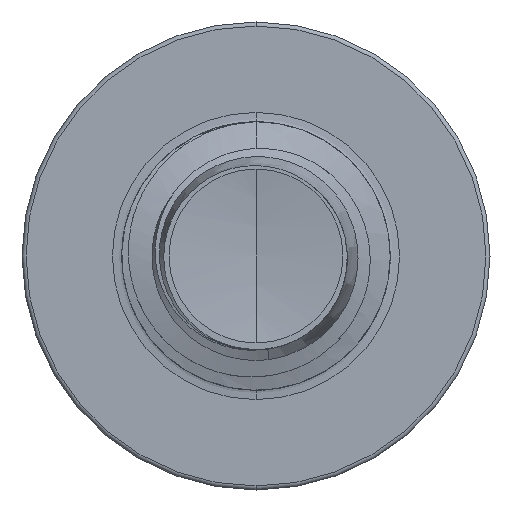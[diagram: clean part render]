
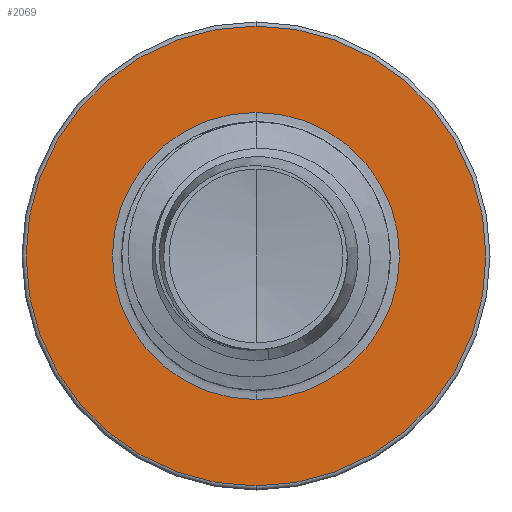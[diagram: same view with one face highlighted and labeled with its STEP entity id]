
A CAD part, front view. The second image highlights one B-rep face of the part: STEP entity #2069.
In plain terms, the highlighted planar face has unit normal (0, -1, 0).
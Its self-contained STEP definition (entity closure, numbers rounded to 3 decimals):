
#425 = EDGE_LOOP ( 'NONE', ( #6634, #6931 ) ) ;
#1279 = FACE_OUTER_BOUND ( 'NONE', #425, .T. ) ;
#1370 = FACE_BOUND ( 'NONE', #17128, .T. ) ;
#1985 = DIRECTION ( 'NONE',  ( 0., 0., 1. ) ) ;
#1993 = DIRECTION ( 'NONE',  ( 0., 1., 0. ) ) ;
#2009 = CARTESIAN_POINT ( 'NONE',  ( 0., 7.5, 0. ) ) ;
#2069 = ADVANCED_FACE ( 'NONE', ( #1279, #1370 ), #16001, .F. ) ;
#2289 = VERTEX_POINT ( 'NONE', #4783 ) ;
#2865 = CIRCLE ( 'NONE', #7172, 1.872 ) ;
#2928 = VERTEX_POINT ( 'NONE', #10634 ) ;
#3229 = CARTESIAN_POINT ( 'NONE',  ( 0., 7.5, 0. ) ) ;
#3470 = CIRCLE ( 'NONE', #7616, 2.998 ) ;
#4783 = CARTESIAN_POINT ( 'NONE',  ( 0., 7.5, -1.872 ) ) ;
#5006 = DIRECTION ( 'NONE',  ( 0., 0., 1. ) ) ;
#5086 = CIRCLE ( 'NONE', #15912, 2.998 ) ;
#5490 = DIRECTION ( 'NONE',  ( 0., 1., 0. ) ) ;
#5673 = CIRCLE ( 'NONE', #9826, 1.872 ) ;
#5820 = ORIENTED_EDGE ( 'NONE', *, *, #20144, .T. ) ;
#6232 = DIRECTION ( 'NONE',  ( 0., 0., 1. ) ) ;
#6256 = DIRECTION ( 'NONE',  ( 0., 1., 0. ) ) ;
#6271 = CARTESIAN_POINT ( 'NONE',  ( 0., 7.5, 0. ) ) ;
#6634 = ORIENTED_EDGE ( 'NONE', *, *, #12444, .F. ) ;
#6931 = ORIENTED_EDGE ( 'NONE', *, *, #19147, .F. ) ;
#7062 = CARTESIAN_POINT ( 'NONE',  ( 0., 7.5, 1.872 ) ) ;
#7172 = AXIS2_PLACEMENT_3D ( 'NONE', #3229, #14537, #5006 ) ;
#7616 = AXIS2_PLACEMENT_3D ( 'NONE', #6271, #6256, #6232 ) ;
#7993 = EDGE_CURVE ( 'NONE', #2289, #17401, #5673, .T. ) ;
#9826 = AXIS2_PLACEMENT_3D ( 'NONE', #2009, #1993, #1985 ) ;
#10150 = VERTEX_POINT ( 'NONE', #13564 ) ;
#10634 = CARTESIAN_POINT ( 'NONE',  ( 0., 7.5, 2.998 ) ) ;
#10712 = DIRECTION ( 'NONE',  ( 0., 1., 0. ) ) ;
#12444 = EDGE_CURVE ( 'NONE', #2928, #10150, #3470, .T. ) ;
#13564 = CARTESIAN_POINT ( 'NONE',  ( 0., 7.5, -2.997 ) ) ;
#14537 = DIRECTION ( 'NONE',  ( 0., 1., 0. ) ) ;
#14988 = CARTESIAN_POINT ( 'NONE',  ( 0., 7.5, 0. ) ) ;
#15522 = ORIENTED_EDGE ( 'NONE', *, *, #7993, .T. ) ;
#15912 = AXIS2_PLACEMENT_3D ( 'NONE', #14988, #5490, #16476 ) ;
#16001 = PLANE ( 'NONE',  #18182 ) ;
#16476 = DIRECTION ( 'NONE',  ( 0., 0., 1. ) ) ;
#17128 = EDGE_LOOP ( 'NONE', ( #5820, #15522 ) ) ;
#17401 = VERTEX_POINT ( 'NONE', #7062 ) ;
#18182 = AXIS2_PLACEMENT_3D ( 'NONE', #19816, #10712, #19646 ) ;
#19147 = EDGE_CURVE ( 'NONE', #10150, #2928, #5086, .T. ) ;
#19646 = DIRECTION ( 'NONE',  ( 0., 0., 1. ) ) ;
#19816 = CARTESIAN_POINT ( 'NONE',  ( 0., 7.5, -1.872 ) ) ;
#20144 = EDGE_CURVE ( 'NONE', #17401, #2289, #2865, .T. ) ;
